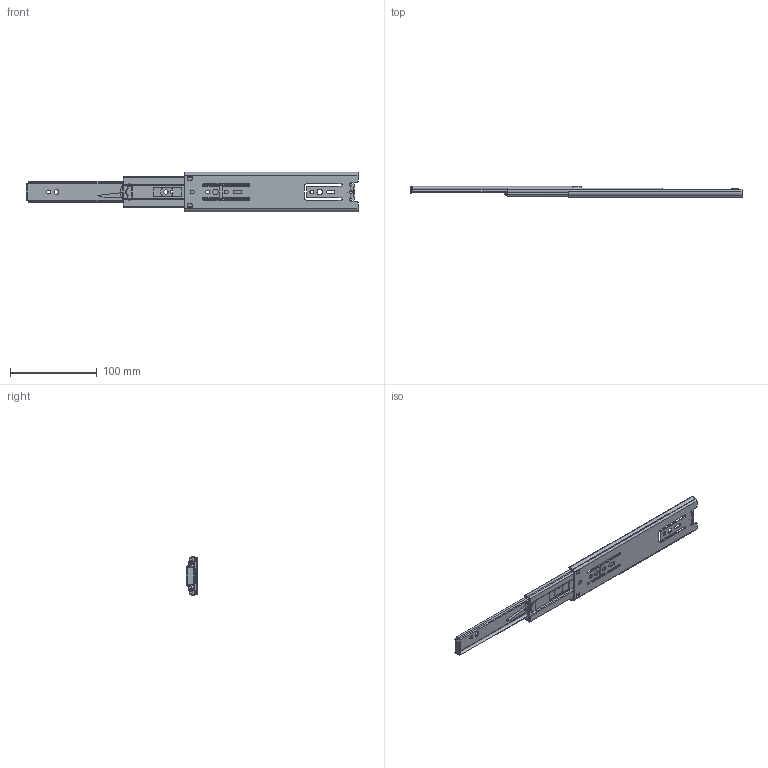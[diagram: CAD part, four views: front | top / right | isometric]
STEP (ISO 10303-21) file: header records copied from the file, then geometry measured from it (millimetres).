
FILE_DESCRIPTION((''),'2;1');
FILE_NAME('46017008-OPEN_ASM','2015-04-30T',('schiang'),(''),'PRO/ENGINEER BY PARAMETRIC TECHNOLOGY CORPORATION, 2008090','PRO/ENGINEER BY PARAMETRIC TECHNOLOGY CORPORATION, 2008090','');
FILE_SCHEMA(('CONFIG_CONTROL_DESIGN'));
Length unit declared in the file: millimetre
Products named in the file (12): 46017001; 4-4641-18; 4-1020-01; 46017001_ASM; 46017002; 4-4620-02; 2-4650-06; 46017002_ASM; 46017003; 4-1020-05; 46017003_ASM; 46017008-OPEN_ASM
Assembly tree (12 placements, depth 3):
  46017008-OPEN_ASM
    46017001_ASM
      46017001
      4-4641-18  x2
      4-1020-01
    46017002_ASM
      46017002
      4-4620-02
      2-4650-06
    46017003_ASM
      46017003
      4-1020-05
Bounding box: 382 x 12.7 x 45.4 mm (x, y, z)
Volume: 42731.3 mm3; surface area: 69933.4 mm2
Topology: 9 solids, 9 shells, 773 faces, 2284 edges, 1488 vertices
Faces by surface type: plane 409, cylinder 326, bspline 31, sphere 6, cone 1
Entity records: 26605 total; most frequent: CARTESIAN_POINT 6162, ORIENTED_EDGE 4356, DIRECTION 4153, EDGE_CURVE 2178, VERTEX_POINT 1420, VECTOR 1419, LINE 1419, AXIS2_PLACEMENT_3D 1367
